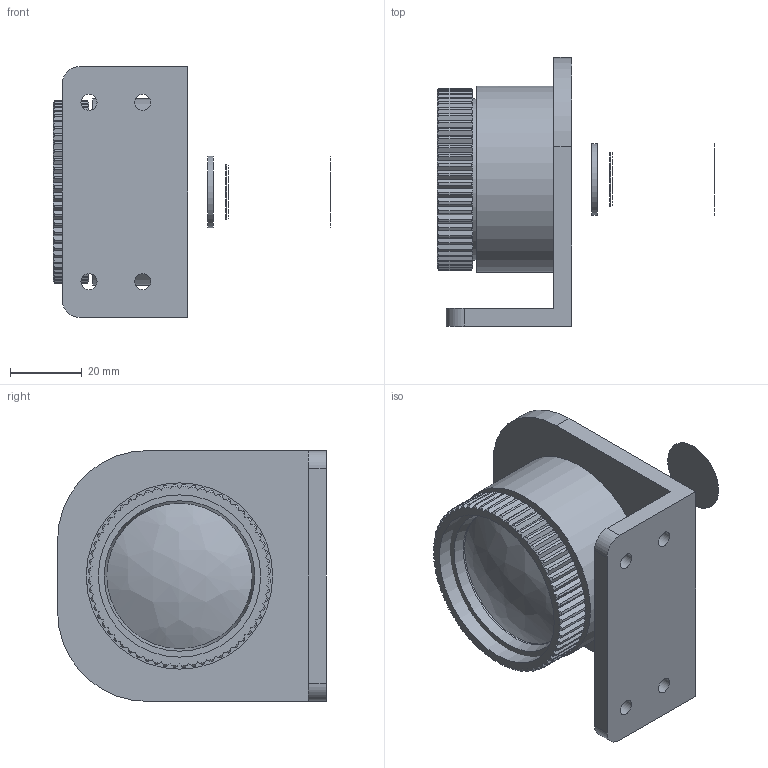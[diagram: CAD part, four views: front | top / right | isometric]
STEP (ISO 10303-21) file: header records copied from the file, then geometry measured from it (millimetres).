
FILE_DESCRIPTION (( 'STEP AP203' ), '1' );
FILE_NAME ('LB-0018-450F2中波制冷手动镜头外形图-20210402.STEP', '2023-11-06T08:31:10', ( 'Windows User' ), ( 'P R C' ), 'SwSTEP 2.0', 'SolidWorks 2020', '' );
FILE_SCHEMA (( 'CONFIG_CONTROL_DESIGN' ));
Length unit declared in the file: millimetre
Products named in the file (1): LB-0018-450F2中波制冷手动镜头外形图-20210402
Bounding box: 77.51 x 75 x 70 mm (x, y, z)
Volume: 75245.9 mm3; surface area: 57528.1 mm2
Topology: 17 solids, 17 shells, 435 faces, 1115 edges, 744 vertices
Faces by surface type: plane 182, cone 126, cylinder 117, bspline 10
Full cylindrical faces by diameter (mm): 2.05 x1, 4.5 x4, 14.825 x1, 15.267 x1, 20.005 x1, 20.038 x1, 29.6 x1, 31.2 x1, 33 x2, 34.6 x1, 35.3 x1, 36 x3, 36.3 x1, 36.5 x1, 38 x2, 39.3 x1, 40 x3, 40.3 x2, 40.6 x1, 41 x1, 41.5 x1, 42 x2, 43.6 x1, 43.9 x1, 44 x1, 44.5 x2, 44.6 x1, 45 x2, 45.3 x1, 46 x2
Entity records: 13951 total; most frequent: CARTESIAN_POINT 3709, ORIENTED_EDGE 2096, DIRECTION 2012, EDGE_CURVE 1048, AXIS2_PLACEMENT_3D 785, VERTEX_POINT 738, EDGE_LOOP 550, FACE_OUTER_BOUND 486
